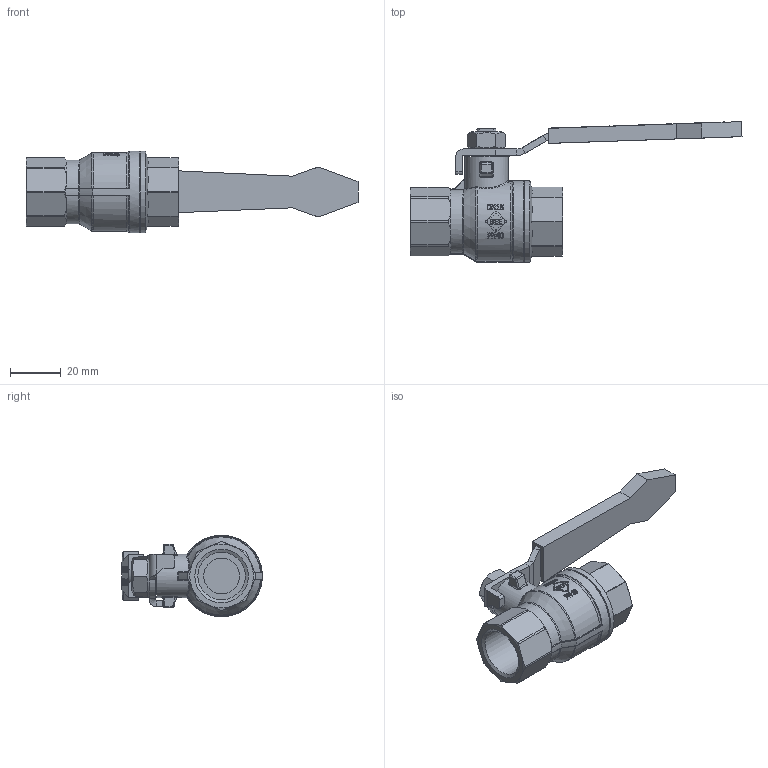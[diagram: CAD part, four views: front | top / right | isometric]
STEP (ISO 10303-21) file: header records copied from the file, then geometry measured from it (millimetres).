
FILE_DESCRIPTION((''),'2;1');
FILE_NAME('984-15-00.stp','2010-03-02T11:18:54',('edu'),(''),'Autodesk Inventor 2010','Autodesk Inventor 2010','');
FILE_SCHEMA(('AUTOMOTIVE_DESIGN { 1 0 10303 214 1 1 1 1 }'));
Length unit declared in the file: millimetre
Products named in the file (1): ENG-004096
Bounding box: 130.33 x 55.25 x 32 mm (x, y, z)
Volume: 39641.4 mm3; surface area: 14927.5 mm2
Topology: 1 solids, 3 shells, 1687 faces, 4472 edges, 2935 vertices
Faces by surface type: plane 790, bspline 721, cylinder 124, cone 39, sphere 10, torus 3
Full cylindrical faces by diameter (mm): 10.95 x1, 11 x1, 14 x2, 17 x1, 18.631 x2, 32 x2
Entity records: 62126 total; most frequent: CARTESIAN_POINT 23646, ORIENTED_EDGE 8872, DIRECTION 5203, EDGE_CURVE 4436, VERTEX_POINT 2927, VECTOR 2507, LINE 2507, EDGE_LOOP 1859
